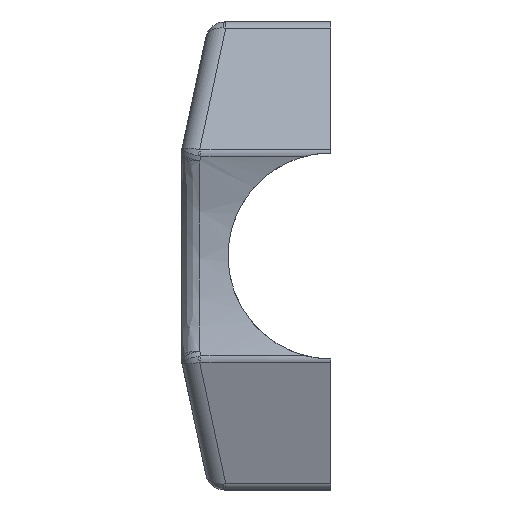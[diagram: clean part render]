
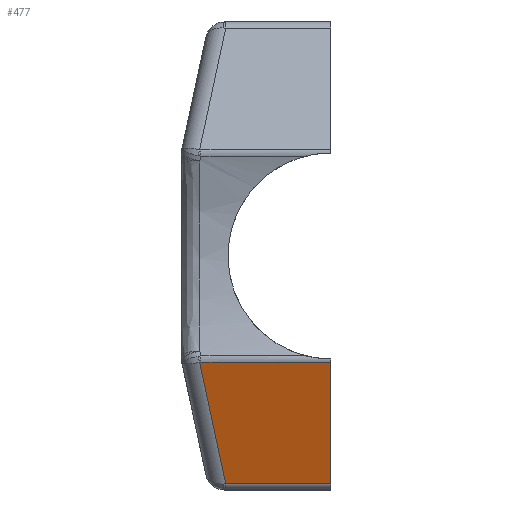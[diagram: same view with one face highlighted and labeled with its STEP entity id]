
A CAD part, left-side view. The second image highlights one B-rep face of the part: STEP entity #477.
In plain terms, the highlighted planar face has unit normal (-0.942, 0, -0.336).
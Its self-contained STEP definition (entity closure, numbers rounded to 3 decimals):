
#112 = CARTESIAN_POINT ( 'NONE',  ( -134.572, 32.241, -52.805 ) ) ;
#157 = PLANE ( 'NONE',  #3376 ) ;
#206 = FACE_OUTER_BOUND ( 'NONE', #5026, .T. ) ;
#477 = ADVANCED_FACE ( 'NONE', ( #206 ), #157, .F. ) ;
#570 = CARTESIAN_POINT ( 'NONE',  ( -136.075, 21., -48.598 ) ) ;
#598 = EDGE_CURVE ( 'NONE', #1896, #1344, #1391, .T. ) ;
#1228 = VERTEX_POINT ( 'NONE', #4793 ) ;
#1291 = ORIENTED_EDGE ( 'NONE', *, *, #3093, .T. ) ;
#1307 = DIRECTION ( 'NONE',  ( -0.336, 0., 0.942 ) ) ;
#1317 = ORIENTED_EDGE ( 'NONE', *, *, #1466, .T. ) ;
#1332 = CARTESIAN_POINT ( 'NONE',  ( -134.572, 21., -52.805 ) ) ;
#1344 = VERTEX_POINT ( 'NONE', #2932 ) ;
#1391 = LINE ( 'NONE', #570, #1572 ) ;
#1447 = CARTESIAN_POINT ( 'NONE',  ( -136.075, 37., -48.598 ) ) ;
#1466 = EDGE_CURVE ( 'NONE', #1228, #3267, #3588, .T. ) ;
#1552 = ORIENTED_EDGE ( 'NONE', *, *, #598, .T. ) ;
#1572 = VECTOR ( 'NONE', #1307, 1000. ) ;
#1619 = CARTESIAN_POINT ( 'NONE',  ( -139.209, 35.023, -39.82 ) ) ;
#1629 = DIRECTION ( 'NONE',  ( 0., -1., 0. ) ) ;
#1689 = DIRECTION ( 'NONE',  ( 0., 1., 0. ) ) ;
#1896 = VERTEX_POINT ( 'NONE', #1332 ) ;
#1991 = CARTESIAN_POINT ( 'NONE',  ( -139.215, 34.931, -39.806 ) ) ;
#2076 = VECTOR ( 'NONE', #1629, 1000. ) ;
#2172 = VECTOR ( 'NONE', #1689, 1000. ) ;
#2426 = CARTESIAN_POINT ( 'NONE',  ( -139.209, 35.023, -39.82 ) ) ;
#2494 = EDGE_CURVE ( 'NONE', #1344, #1228, #3747, .T. ) ;
#2580 = EDGE_CURVE ( 'NONE', #5043, #1896, #2984, .T. ) ;
#2895 = ORIENTED_EDGE ( 'NONE', *, *, #2494, .T. ) ;
#2931 = CARTESIAN_POINT ( 'NONE',  ( -134.572, 21., -52.805 ) ) ;
#2932 = CARTESIAN_POINT ( 'NONE',  ( -139.215, 21., -39.806 ) ) ;
#2958 = CARTESIAN_POINT ( 'NONE',  ( -139.215, 37., -39.806 ) ) ;
#2984 = LINE ( 'NONE', #2931, #2076 ) ;
#3081 = DIRECTION ( 'NONE',  ( 0.336, 0., -0.942 ) ) ;
#3093 = EDGE_CURVE ( 'NONE', #3267, #5043, #3183, .T. ) ;
#3183 = LINE ( 'NONE', #4804, #3582 ) ;
#3267 = VERTEX_POINT ( 'NONE', #2426 ) ;
#3376 = AXIS2_PLACEMENT_3D ( 'NONE', #1447, #4629, #3081 ) ;
#3582 = VECTOR ( 'NONE', #3599, 1000. ) ;
#3588 = B_SPLINE_CURVE_WITH_KNOTS ( 'NONE', 3,
 ( #3598, #1991, #4830, #1619 ),
 .UNSPECIFIED., .F., .F.,
 ( 4, 4 ),
 ( 0., 0. ),
 .UNSPECIFIED. ) ;
#3598 = CARTESIAN_POINT ( 'NONE',  ( -139.215, 34.883, -39.806 ) ) ;
#3599 = DIRECTION ( 'NONE',  ( 0.33, -0.198, -0.923 ) ) ;
#3747 = LINE ( 'NONE', #2958, #2172 ) ;
#4629 = DIRECTION ( 'NONE',  ( 0.942, 0., 0.336 ) ) ;
#4773 = ORIENTED_EDGE ( 'NONE', *, *, #2580, .T. ) ;
#4793 = CARTESIAN_POINT ( 'NONE',  ( -139.215, 34.883, -39.806 ) ) ;
#4804 = CARTESIAN_POINT ( 'NONE',  ( -136.326, 33.293, -47.894 ) ) ;
#4830 = CARTESIAN_POINT ( 'NONE',  ( -139.213, 34.977, -39.811 ) ) ;
#5026 = EDGE_LOOP ( 'NONE', ( #2895, #1317, #1291, #4773, #1552 ) ) ;
#5043 = VERTEX_POINT ( 'NONE', #112 ) ;
